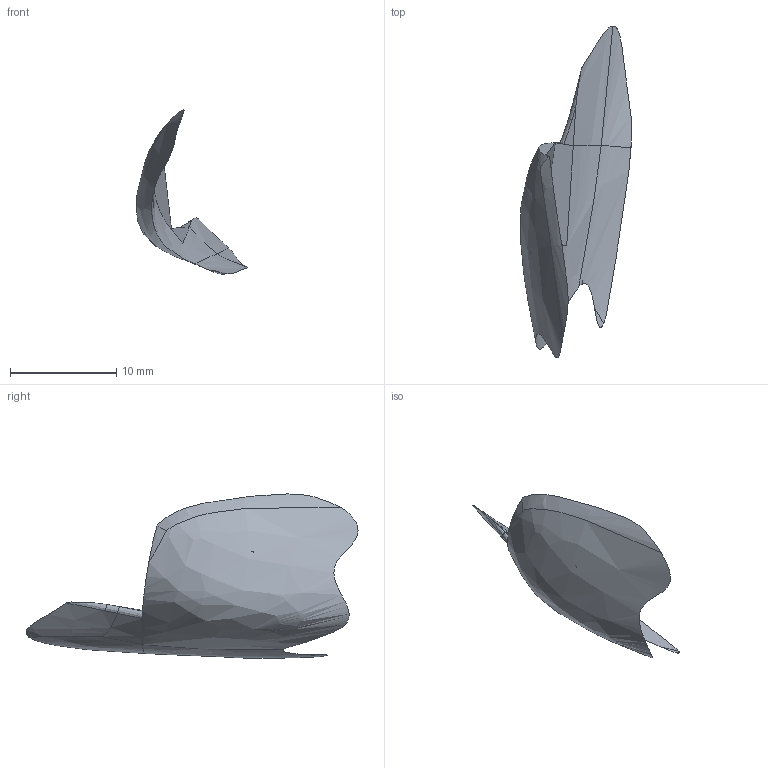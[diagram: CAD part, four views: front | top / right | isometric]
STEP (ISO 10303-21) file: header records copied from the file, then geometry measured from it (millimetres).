
FILE_DESCRIPTION(/* description */ (''),/* implementation_level */ '2;1');
FILE_NAME(/* name */ '',/* time_stamp */ '2024-03-08T16:33:03+09:00',/* author */ (''),/* organization */ (''),/* preprocessor_version */ 'ST-DEVELOPER v20',/* originating_system */ 'Autodesk Translation Framework v12.14.0.127',/* authorisation */ '');
FILE_SCHEMA (('AUTOMOTIVE_DESIGN { 1 0 10303 214 3 1 1 }'));
Length unit declared in the file: millimetre
Products named in the file (1): フォーム覆い部弄り用
Bounding box: 10.42 x 31.23 x 15.45 mm (x, y, z)
Volume: 348.5 mm3; surface area: 879.8 mm2
Topology: 2 solids, 2 shells, 25 faces, 65 edges, 44 vertices
Faces by surface type: bspline 18, plane 7
Entity records: 4547 total; most frequent: CARTESIAN_POINT 4046, ORIENTED_EDGE 130, EDGE_CURVE 65, B_SPLINE_CURVE_WITH_KNOTS 54, VERTEX_POINT 44, DIRECTION 31, FACE_OUTER_BOUND 25, EDGE_LOOP 25
